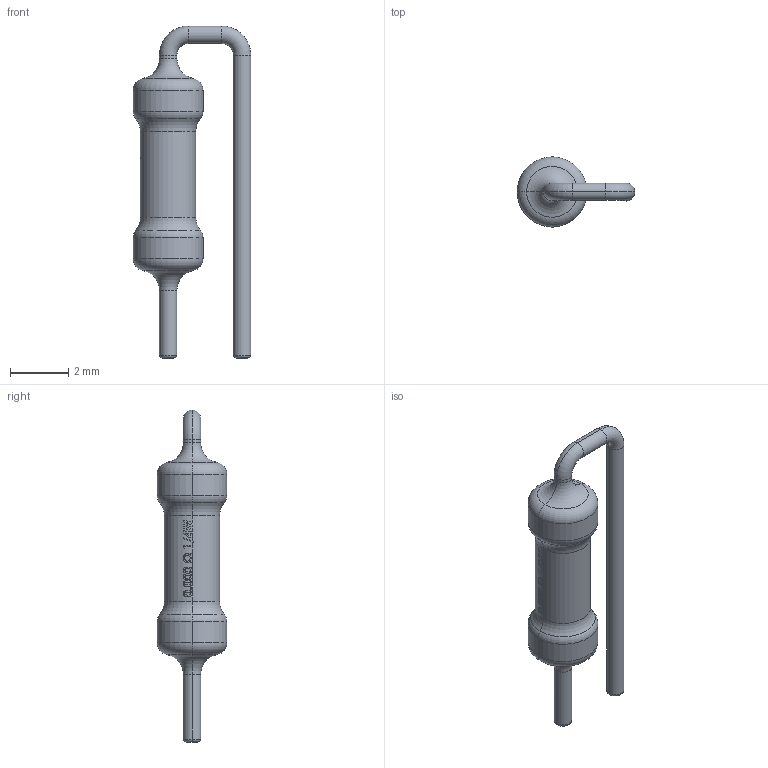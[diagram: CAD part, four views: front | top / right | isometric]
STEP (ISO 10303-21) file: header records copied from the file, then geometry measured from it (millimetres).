
FILE_DESCRIPTION (( 'STEP AP214' ), '1' );
FILE_NAME ('User Library-Resistor 0.25w_2.54mm.STEP', '2020-11-27T20:56:54', ( '' ), ( '' ), 'SwSTEP 2.0', 'SolidWorks 2020', '' );
FILE_SCHEMA (( 'AUTOMOTIVE_DESIGN' ));
Length unit declared in the file: millimetre
Products named in the file (1): User Library-Resistor 0.25w_2.54mm
Bounding box: 4.04 x 2.4 x 11.4 mm (x, y, z)
Volume: 28.6 mm3; surface area: 83.3 mm2
Topology: 1 solids, 1 shells, 57 faces, 199 edges, 149 vertices
Faces by surface type: cylinder 31, torus 24, plane 2
Entity records: 3084 total; most frequent: CARTESIAN_POINT 852, ORIENTED_EDGE 398, DIRECTION 314, EDGE_CURVE 199, VERTEX_POINT 149, AXIS2_PLACEMENT_3D 134, B_SPLINE_CURVE_WITH_KNOTS 77, CIRCLE 76
